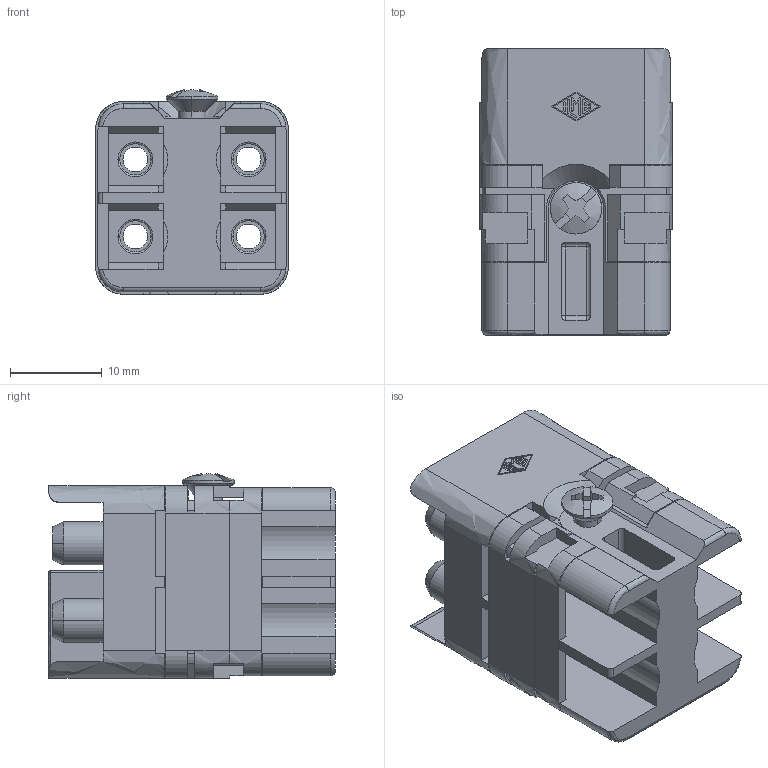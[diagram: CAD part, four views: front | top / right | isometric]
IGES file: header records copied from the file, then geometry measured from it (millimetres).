
Start section: Elysium IGES Interface
Global section: file name: CLK 04 SCF.igs; native system: Creo Elements/Direct Modeling 18.0B  02-Dec-2011; preprocessor: Creo Element/Direct IGES_3D V2.2; author: Unknown; organization: Unknown; date: 20121112.154039; units: millimetre
Bounding box: 21 x 31.2 x 22.29 mm (x, y, z)
Volume: 6237.3 mm3; surface area: 7308.2 mm2
Topology: 1 solids, 1 shells, 466 faces, 1351 edges, 876 vertices
Faces by surface type: bspline 466
